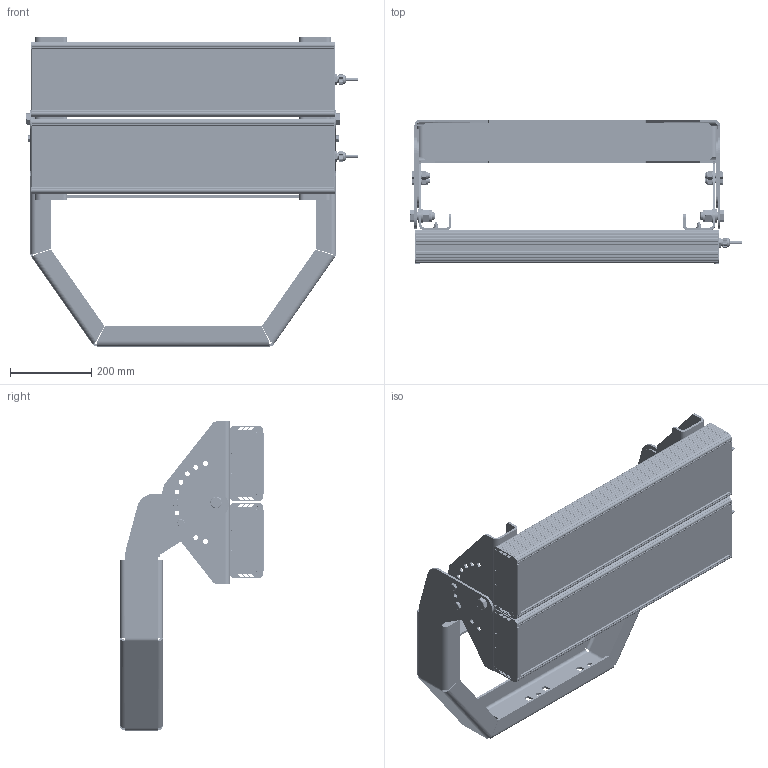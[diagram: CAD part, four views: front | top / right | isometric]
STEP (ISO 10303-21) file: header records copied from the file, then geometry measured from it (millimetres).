
FILE_DESCRIPTION(('STEP AP214'), '1');
FILE_NAME('001.0084.09.000 - ÃÑÓ Ýêñòðà Îïòèê Ì 300 (2õ150)', '2023-12-05T12:29:49', ('Åâãåíèé'), ('ÎÊÁ Ñâîé Ñòèëü'), 'C3D Converter', 'C3D Toolkit', '');
FILE_SCHEMA(('AUTOMOTIVE_DESIGN { 1 0 10303 214 3 1 1}'));
Length unit declared in the file: millimetre
Products named in the file (55): 001.0084.09.000; 001.0054.04.000; 001.0054.04.001.х2; 001.0054.04.001.х2-01; 001.0054.01.100; 001.0054.01.101; 001.0054.01.102; 001.0054.01.103
Assembly tree (100 placements, depth 4):
  001.0084.09.000
    001.0054.04.000
      001.0054.04.001.х2
      001.0054.04.001.х2-01
      (unnamed)  x2
      (unnamed)  x2
      (unnamed)  x2
      (unnamed)  x2
      (unnamed)  x2
      (unnamed)  x2
      001.0054.01.100
        001.0054.01.101
        001.0054.01.102
        001.0054.01.102
        001.0054.01.103
      (unnamed)
      (unnamed)  x2
      (unnamed)
      (unnamed)
      (unnamed)
      (unnamed)
      (unnamed)
      (unnamed)
      (unnamed)
      (unnamed)
      (unnamed)
      (unnamed)
      (unnamed)  x2
      (unnamed)
      (unnamed)
      (unnamed)
      (unnamed)
      (unnamed)
    (unnamed)  x2
      (unnamed)
      (unnamed)
      (unnamed)
      (unnamed)
      (unnamed)
      (unnamed)
      (unnamed)
      (unnamed)
      (unnamed)
        (unnamed)
      (unnamed)
        (unnamed)
        (unnamed)
        (unnamed)  x13
        (unnamed)
        (unnamed)
        (unnamed)
        (unnamed)
        (unnamed)
        (unnamed)
        (unnamed)
Bounding box: 819.43 x 356.1 x 762.69 mm (x, y, z)
Volume: 8493594.4 mm3; surface area: 4966784.4 mm2
Topology: 1134 solids, 1134 shells, 15845 faces, 36251 edges, 24198 vertices
Faces by surface type: plane 11184, cylinder 3739, bspline 538, cone 314, torus 38, sphere 32
Full cylindrical faces by diameter (mm): 1 x32, 2 x64, 2.5 x128, 2.8 x800, 3.2 x32, 3.5 x192, 4 x24, 4.917 x4, 6 x4, 6.4 x4, 6.75 x4, 8 x24, 9 x416, 10 x4, 10.106 x4, 11 x4, 12 x40, 12.5 x2, 13 x8, 14 x3, 16 x2, 17.294 x2, 18 x4, 18.5 x6, 20 x8, 21 x4, 21.6 x2, 22 x4, 23.5 x2, 30 x2
Entity records: 138194 total; most frequent: CARTESIAN_POINT 60759, DIRECTION 12144, ORIENTED_EDGE 11476, EDGE_CURVE 5738, AXIS2_PLACEMENT_3D 4418, VERTEX_POINT 3920, LINE 3308, VECTOR 3308
